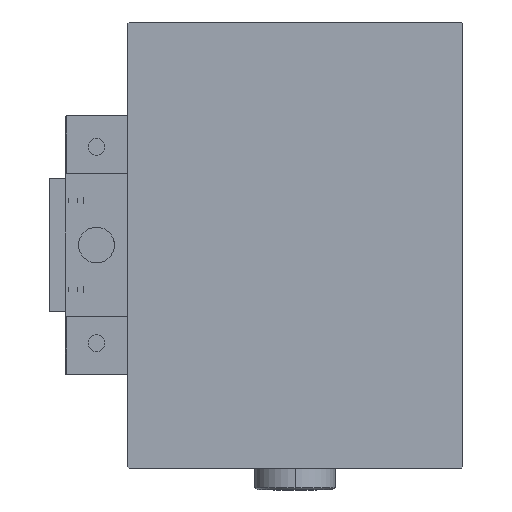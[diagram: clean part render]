
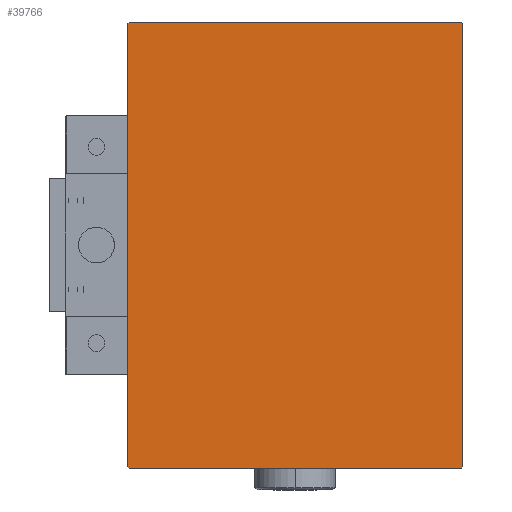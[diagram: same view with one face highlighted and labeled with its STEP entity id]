
A CAD part, left-side view. The second image highlights one B-rep face of the part: STEP entity #39766.
In plain terms, the highlighted face is planar.
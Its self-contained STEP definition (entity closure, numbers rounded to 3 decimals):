
#482 = DIRECTION ( 'NONE',  ( 0., 0., -1. ) ) ;
#1167 = CARTESIAN_POINT ( 'NONE',  ( 153., 37.5, 50. ) ) ;
#1484 = DIRECTION ( 'NONE',  ( 0., -0.707, -0.707 ) ) ;
#2269 = CARTESIAN_POINT ( 'NONE',  ( 153., 37.2, -50. ) ) ;
#4192 = ORIENTED_EDGE ( 'NONE', *, *, #4401, .T. ) ;
#4401 = EDGE_CURVE ( 'NONE', #32647, #8395, #37648, .T. ) ;
#4884 = CARTESIAN_POINT ( 'NONE',  ( 153., 37.5, -49.7 ) ) ;
#6655 = VECTOR ( 'NONE', #36713, 1000. ) ;
#8030 = CARTESIAN_POINT ( 'NONE',  ( 153., 37.5, -50. ) ) ;
#8331 = CARTESIAN_POINT ( 'NONE',  ( 153., -43.6, -43.6 ) ) ;
#8395 = VERTEX_POINT ( 'NONE', #37887 ) ;
#12348 = CARTESIAN_POINT ( 'NONE',  ( 153., 43.6, -43.6 ) ) ;
#12596 = EDGE_CURVE ( 'NONE', #19112, #45155, #41630, .T. ) ;
#12607 = CARTESIAN_POINT ( 'NONE',  ( 153., -37.5, -49.7 ) ) ;
#13142 = DIRECTION ( 'NONE',  ( 0., 0.707, 0.707 ) ) ;
#14553 = VERTEX_POINT ( 'NONE', #2269 ) ;
#14644 = VECTOR ( 'NONE', #50871, 1000. ) ;
#16089 = LINE ( 'NONE', #8331, #6655 ) ;
#16202 = EDGE_CURVE ( 'NONE', #8395, #19487, #39311, .T. ) ;
#16257 = AXIS2_PLACEMENT_3D ( 'NONE', #50349, #25388, #482 ) ;
#16534 = ORIENTED_EDGE ( 'NONE', *, *, #24961, .T. ) ;
#16939 = EDGE_CURVE ( 'NONE', #26187, #14553, #26317, .T. ) ;
#18809 = CARTESIAN_POINT ( 'NONE',  ( 153., -37.2, 50. ) ) ;
#18842 = CARTESIAN_POINT ( 'NONE',  ( 153., -37.2, -50. ) ) ;
#19112 = VERTEX_POINT ( 'NONE', #4884 ) ;
#19285 = DIRECTION ( 'NONE',  ( 0., 1., 0. ) ) ;
#19487 = VERTEX_POINT ( 'NONE', #12607 ) ;
#20022 = ORIENTED_EDGE ( 'NONE', *, *, #27603, .T. ) ;
#20211 = EDGE_CURVE ( 'NONE', #14553, #19112, #32693, .T. ) ;
#20445 = VECTOR ( 'NONE', #1484, 1000. ) ;
#21616 = ORIENTED_EDGE ( 'NONE', *, *, #16939, .T. ) ;
#22629 = DIRECTION ( 'NONE',  ( 0., -0.707, 0.707 ) ) ;
#24567 = VECTOR ( 'NONE', #22629, 1000. ) ;
#24603 = ORIENTED_EDGE ( 'NONE', *, *, #12596, .T. ) ;
#24961 = EDGE_CURVE ( 'NONE', #37210, #32647, #45933, .T. ) ;
#25388 = DIRECTION ( 'NONE',  ( 1., 0., 0. ) ) ;
#26187 = VERTEX_POINT ( 'NONE', #18842 ) ;
#26317 = LINE ( 'NONE', #34355, #32582 ) ;
#26906 = CARTESIAN_POINT ( 'NONE',  ( 153., 43.6, 43.6 ) ) ;
#27391 = ORIENTED_EDGE ( 'NONE', *, *, #16202, .T. ) ;
#27603 = EDGE_CURVE ( 'NONE', #45155, #37210, #39243, .T. ) ;
#27860 = VECTOR ( 'NONE', #13142, 1000. ) ;
#28048 = EDGE_CURVE ( 'NONE', #19487, #26187, #16089, .T. ) ;
#30108 = ORIENTED_EDGE ( 'NONE', *, *, #28048, .T. ) ;
#32582 = VECTOR ( 'NONE', #19285, 1000. ) ;
#32609 = ORIENTED_EDGE ( 'NONE', *, *, #20211, .T. ) ;
#32647 = VERTEX_POINT ( 'NONE', #18809 ) ;
#32693 = LINE ( 'NONE', #12348, #27860 ) ;
#33196 = DIRECTION ( 'NONE',  ( 0., 0., 1. ) ) ;
#33368 = CARTESIAN_POINT ( 'NONE',  ( 153., -43.6, 43.6 ) ) ;
#33691 = PLANE ( 'NONE',  #16257 ) ;
#33965 = FACE_OUTER_BOUND ( 'NONE', #40606, .T. ) ;
#34355 = CARTESIAN_POINT ( 'NONE',  ( 153., -37.5, -50. ) ) ;
#34757 = CARTESIAN_POINT ( 'NONE',  ( 153., -37.5, 50. ) ) ;
#36713 = DIRECTION ( 'NONE',  ( 0., 0.707, -0.707 ) ) ;
#37210 = VERTEX_POINT ( 'NONE', #49004 ) ;
#37648 = LINE ( 'NONE', #33368, #20445 ) ;
#37887 = CARTESIAN_POINT ( 'NONE',  ( 153., -37.5, 49.7 ) ) ;
#39243 = LINE ( 'NONE', #26906, #24567 ) ;
#39311 = LINE ( 'NONE', #34757, #14644 ) ;
#39766 = ADVANCED_FACE ( 'NONE', ( #33965 ), #33691, .T. ) ;
#40606 = EDGE_LOOP ( 'NONE', ( #21616, #32609, #24603, #20022, #16534, #4192, #27391, #30108 ) ) ;
#40610 = CARTESIAN_POINT ( 'NONE',  ( 153., 37.5, 49.7 ) ) ;
#41630 = LINE ( 'NONE', #8030, #43159 ) ;
#42168 = DIRECTION ( 'NONE',  ( 0., -1., 0. ) ) ;
#43159 = VECTOR ( 'NONE', #33196, 1000. ) ;
#45155 = VERTEX_POINT ( 'NONE', #40610 ) ;
#45759 = VECTOR ( 'NONE', #42168, 1000. ) ;
#45933 = LINE ( 'NONE', #1167, #45759 ) ;
#49004 = CARTESIAN_POINT ( 'NONE',  ( 153., 37.2, 50. ) ) ;
#50349 = CARTESIAN_POINT ( 'NONE',  ( 153., 0., 0. ) ) ;
#50871 = DIRECTION ( 'NONE',  ( 0., 0., -1. ) ) ;
